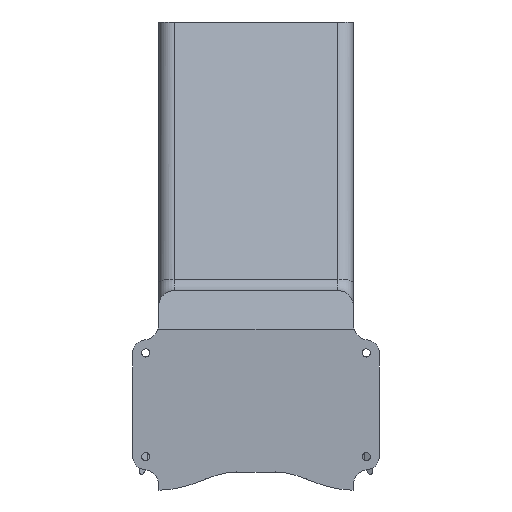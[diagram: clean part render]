
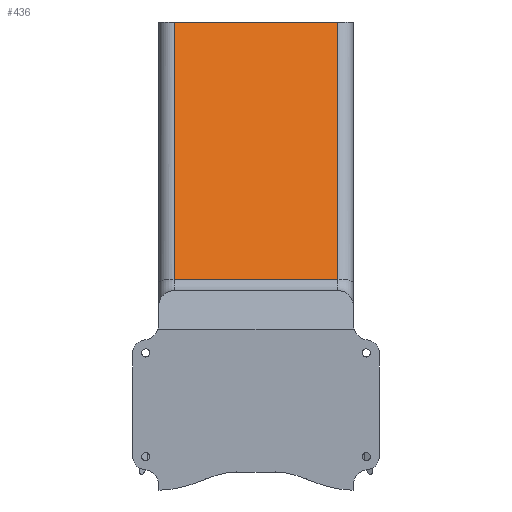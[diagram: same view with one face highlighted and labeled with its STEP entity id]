
A CAD part, front view. The second image highlights one B-rep face of the part: STEP entity #436.
In plain terms, the highlighted planar face has unit normal (0, -0.966, 0.259).
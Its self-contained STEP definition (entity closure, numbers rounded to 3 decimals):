
#118 = EDGE_LOOP ( 'NONE', ( #470, #1334, #845, #136 ) ) ;
#136 = ORIENTED_EDGE ( 'NONE', *, *, #1894, .T. ) ;
#190 = CARTESIAN_POINT ( 'NONE',  ( -31.5, 19.628, 84.447 ) ) ;
#250 = LINE ( 'NONE', #1732, #748 ) ;
#265 = AXIS2_PLACEMENT_3D ( 'NONE', #525, #2274, #2486 ) ;
#436 = ADVANCED_FACE ( 'NONE', ( #2126 ), #794, .F. ) ;
#470 = ORIENTED_EDGE ( 'NONE', *, *, #1200, .T. ) ;
#525 = CARTESIAN_POINT ( 'NONE',  ( 37.5, 46.176, 183.526 ) ) ;
#535 = VERTEX_POINT ( 'NONE', #1235 ) ;
#597 = DIRECTION ( 'NONE',  ( 0., 0.259, 0.966 ) ) ;
#642 = VECTOR ( 'NONE', #1198, 1000. ) ;
#737 = LINE ( 'NONE', #1168, #642 ) ;
#748 = VECTOR ( 'NONE', #2569, 1000. ) ;
#794 = PLANE ( 'NONE',  #265 ) ;
#825 = VERTEX_POINT ( 'NONE', #1585 ) ;
#831 = VECTOR ( 'NONE', #963, 1000. ) ;
#845 = ORIENTED_EDGE ( 'NONE', *, *, #2036, .T. ) ;
#963 = DIRECTION ( 'NONE',  ( -1., 0., 0. ) ) ;
#1168 = CARTESIAN_POINT ( 'NONE',  ( 37.5, 19.628, 84.447 ) ) ;
#1198 = DIRECTION ( 'NONE',  ( 1., 0., 0. ) ) ;
#1200 = EDGE_CURVE ( 'NONE', #2415, #535, #737, .T. ) ;
#1235 = CARTESIAN_POINT ( 'NONE',  ( 31.5, 19.628, 84.447 ) ) ;
#1334 = ORIENTED_EDGE ( 'NONE', *, *, #1616, .T. ) ;
#1343 = CARTESIAN_POINT ( 'NONE',  ( 37.5, 46.176, 183.526 ) ) ;
#1511 = VERTEX_POINT ( 'NONE', #2355 ) ;
#1585 = CARTESIAN_POINT ( 'NONE',  ( -31.5, 46.176, 183.526 ) ) ;
#1616 = EDGE_CURVE ( 'NONE', #535, #1511, #2283, .T. ) ;
#1732 = CARTESIAN_POINT ( 'NONE',  ( -31.5, 46.176, 183.526 ) ) ;
#1894 = EDGE_CURVE ( 'NONE', #825, #2415, #250, .T. ) ;
#2036 = EDGE_CURVE ( 'NONE', #1511, #825, #2255, .T. ) ;
#2126 = FACE_OUTER_BOUND ( 'NONE', #118, .T. ) ;
#2255 = LINE ( 'NONE', #1343, #831 ) ;
#2274 = DIRECTION ( 'NONE',  ( 0., 0.966, -0.259 ) ) ;
#2283 = LINE ( 'NONE', #2525, #2473 ) ;
#2355 = CARTESIAN_POINT ( 'NONE',  ( 31.5, 46.176, 183.526 ) ) ;
#2415 = VERTEX_POINT ( 'NONE', #190 ) ;
#2473 = VECTOR ( 'NONE', #597, 1000. ) ;
#2486 = DIRECTION ( 'NONE',  ( 0., 0.259, 0.966 ) ) ;
#2525 = CARTESIAN_POINT ( 'NONE',  ( 31.5, 46.176, 183.526 ) ) ;
#2569 = DIRECTION ( 'NONE',  ( 0., -0.259, -0.966 ) ) ;
